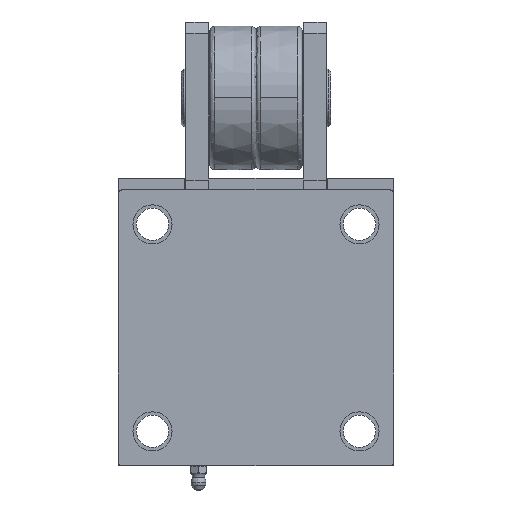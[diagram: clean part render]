
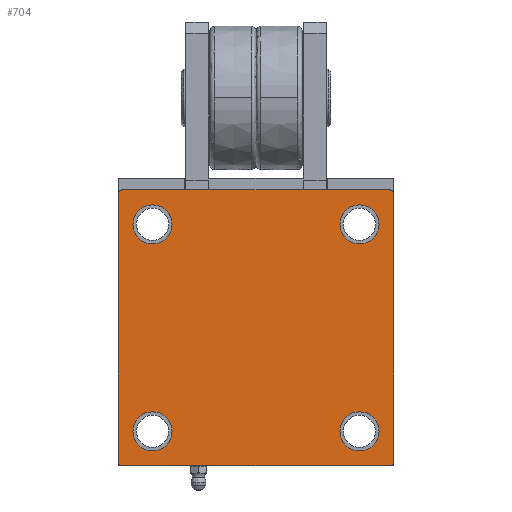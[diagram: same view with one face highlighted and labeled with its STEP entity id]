
A CAD part, left-side view. The second image highlights one B-rep face of the part: STEP entity #704.
In plain terms, the highlighted planar face has unit normal (-1, 0, 0).
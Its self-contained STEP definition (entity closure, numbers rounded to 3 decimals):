
#704=ADVANCED_FACE('',(#1595,#1596,#1597,#1598,#1599),#1600,.T.);
#1595=FACE_OUTER_BOUND('',#2944,.T.);
#1596=FACE_BOUND('',#2945,.T.);
#1597=FACE_BOUND('',#2946,.T.);
#1598=FACE_BOUND('',#2947,.T.);
#1599=FACE_BOUND('',#2948,.T.);
#1600=PLANE('',#2949);
#2944=EDGE_LOOP('',(#4718,#4719,#4720,#4721,#4722,#4723,#4724,#4725));
#2945=EDGE_LOOP('',(#4726,#4727));
#2946=EDGE_LOOP('',(#4728,#4729));
#2947=EDGE_LOOP('',(#4730,#4731));
#2948=EDGE_LOOP('',(#4732,#4733));
#2949=AXIS2_PLACEMENT_3D('',#4734,#4735,#4736);
#4718=ORIENTED_EDGE('',*,*,#6093,.T.);
#4719=ORIENTED_EDGE('',*,*,#6129,.T.);
#4720=ORIENTED_EDGE('',*,*,#6125,.T.);
#4721=ORIENTED_EDGE('',*,*,#6131,.T.);
#4722=ORIENTED_EDGE('',*,*,#6132,.T.);
#4723=ORIENTED_EDGE('',*,*,#6133,.T.);
#4724=ORIENTED_EDGE('',*,*,#6105,.T.);
#4725=ORIENTED_EDGE('',*,*,#6097,.T.);
#4726=ORIENTED_EDGE('',*,*,#6007,.T.);
#4727=ORIENTED_EDGE('',*,*,#5693,.T.);
#4728=ORIENTED_EDGE('',*,*,#6004,.T.);
#4729=ORIENTED_EDGE('',*,*,#5698,.T.);
#4730=ORIENTED_EDGE('',*,*,#6001,.T.);
#4731=ORIENTED_EDGE('',*,*,#5703,.T.);
#4732=ORIENTED_EDGE('',*,*,#6010,.T.);
#4733=ORIENTED_EDGE('',*,*,#5688,.T.);
#4734=CARTESIAN_POINT('',(-0.5,0.,0.));
#4735=DIRECTION('',(-1.0,0.,0.));
#4736=DIRECTION('',(0.,1.0,0.));
#5688=EDGE_CURVE('',#6630,#6627,#6631,.T.);
#5693=EDGE_CURVE('',#6639,#6636,#6640,.T.);
#5698=EDGE_CURVE('',#6648,#6645,#6649,.T.);
#5703=EDGE_CURVE('',#6657,#6654,#6658,.T.);
#6001=EDGE_CURVE('',#6654,#6657,#7096,.T.);
#6004=EDGE_CURVE('',#6645,#6648,#7099,.T.);
#6007=EDGE_CURVE('',#6636,#6639,#7102,.T.);
#6010=EDGE_CURVE('',#6627,#6630,#7105,.T.);
#6093=EDGE_CURVE('',#7188,#7201,#7203,.T.);
#6097=EDGE_CURVE('',#7205,#7188,#7209,.T.);
#6105=EDGE_CURVE('',#7213,#7205,#7221,.T.);
#6125=EDGE_CURVE('',#7248,#7255,#7257,.T.);
#6129=EDGE_CURVE('',#7201,#7248,#7261,.T.);
#6131=EDGE_CURVE('',#7255,#7263,#7264,.T.);
#6132=EDGE_CURVE('',#7263,#7265,#7266,.T.);
#6133=EDGE_CURVE('',#7265,#7213,#7267,.T.);
#6627=VERTEX_POINT('',#8074);
#6630=VERTEX_POINT('',#8078);
#6631=CIRCLE('',#8079,8.5);
#6636=VERTEX_POINT('',#8085);
#6639=VERTEX_POINT('',#8089);
#6640=CIRCLE('',#8090,8.5);
#6645=VERTEX_POINT('',#8096);
#6648=VERTEX_POINT('',#8100);
#6649=CIRCLE('',#8101,8.5);
#6654=VERTEX_POINT('',#8107);
#6657=VERTEX_POINT('',#8111);
#6658=CIRCLE('',#8112,8.5);
#7096=CIRCLE('',#9117,8.5);
#7099=CIRCLE('',#9120,8.5);
#7102=CIRCLE('',#9123,8.5);
#7105=CIRCLE('',#9126,8.5);
#7188=VERTEX_POINT('',#9275);
#7201=VERTEX_POINT('',#9294);
#7203=LINE('',#9297,#9298);
#7205=VERTEX_POINT('',#9300);
#7209=CIRCLE('',#9305,2.0);
#7213=VERTEX_POINT('',#9310);
#7221=LINE('',#9322,#9323);
#7248=VERTEX_POINT('',#9362);
#7255=VERTEX_POINT('',#9373);
#7257=LINE('',#9376,#9377);
#7261=CIRCLE('',#9381,2.0);
#7263=VERTEX_POINT('',#9383);
#7264=CIRCLE('',#9384,2.0);
#7265=VERTEX_POINT('',#9385);
#7266=LINE('',#9386,#9387);
#7267=CIRCLE('',#9388,2.0);
#8074=CARTESIAN_POINT('',(-0.5,-36.5,-45.0));
#8078=CARTESIAN_POINT('',(-0.5,-53.5,-45.0));
#8079=AXIS2_PLACEMENT_3D('',#10103,#10104,#10105);
#8085=CARTESIAN_POINT('',(-0.5,-36.5,45.0));
#8089=CARTESIAN_POINT('',(-0.5,-53.5,45.0));
#8090=AXIS2_PLACEMENT_3D('',#10111,#10112,#10113);
#8096=CARTESIAN_POINT('',(-0.5,53.5,-45.0));
#8100=CARTESIAN_POINT('',(-0.5,36.5,-45.0));
#8101=AXIS2_PLACEMENT_3D('',#10119,#10120,#10121);
#8107=CARTESIAN_POINT('',(-0.5,53.5,45.0));
#8111=CARTESIAN_POINT('',(-0.5,36.5,45.0));
#8112=AXIS2_PLACEMENT_3D('',#10127,#10128,#10129);
#9117=AXIS2_PLACEMENT_3D('',#10599,#10600,#10601);
#9120=AXIS2_PLACEMENT_3D('',#10605,#10606,#10607);
#9123=AXIS2_PLACEMENT_3D('',#10611,#10612,#10613);
#9126=AXIS2_PLACEMENT_3D('',#10617,#10618,#10619);
#9275=CARTESIAN_POINT('',(-0.5,58.0,-60.0));
#9294=CARTESIAN_POINT('',(-0.5,-58.0,-60.0));
#9297=CARTESIAN_POINT('',(-0.5,58.0,-60.0));
#9298=VECTOR('',#10711,116.0);
#9300=CARTESIAN_POINT('',(-0.5,60.0,-58.0));
#9305=AXIS2_PLACEMENT_3D('',#10716,#10717,#10718);
#9310=CARTESIAN_POINT('',(-0.5,60.0,58.0));
#9322=CARTESIAN_POINT('',(-0.5,60.0,58.0));
#9323=VECTOR('',#10724,116.0);
#9362=CARTESIAN_POINT('',(-0.5,-60.0,-58.0));
#9373=CARTESIAN_POINT('',(-0.5,-60.0,58.0));
#9376=CARTESIAN_POINT('',(-0.5,-60.0,-58.0));
#9377=VECTOR('',#10742,116.0);
#9381=AXIS2_PLACEMENT_3D('',#10746,#10747,#10748);
#9383=CARTESIAN_POINT('',(-0.5,-58.0,60.0));
#9384=AXIS2_PLACEMENT_3D('',#10749,#10750,#10751);
#9385=CARTESIAN_POINT('',(-0.5,58.0,60.0));
#9386=CARTESIAN_POINT('',(-0.5,-58.0,60.0));
#9387=VECTOR('',#10752,116.0);
#9388=AXIS2_PLACEMENT_3D('',#10753,#10754,#10755);
#10103=CARTESIAN_POINT('',(-0.5,-45.0,-45.0));
#10104=DIRECTION('',(1.0,0.,0.));
#10105=DIRECTION('',(0.,1.0,0.));
#10111=CARTESIAN_POINT('',(-0.5,-45.0,45.0));
#10112=DIRECTION('',(1.0,0.,0.));
#10113=DIRECTION('',(0.,1.0,0.));
#10119=CARTESIAN_POINT('',(-0.5,45.0,-45.0));
#10120=DIRECTION('',(1.0,0.,0.));
#10121=DIRECTION('',(0.,1.0,0.));
#10127=CARTESIAN_POINT('',(-0.5,45.0,45.0));
#10128=DIRECTION('',(1.0,0.,0.));
#10129=DIRECTION('',(0.,1.0,0.));
#10599=CARTESIAN_POINT('',(-0.5,45.0,45.0));
#10600=DIRECTION('',(1.0,0.,0.));
#10601=DIRECTION('',(0.,1.0,0.));
#10605=CARTESIAN_POINT('',(-0.5,45.0,-45.0));
#10606=DIRECTION('',(1.0,0.,0.));
#10607=DIRECTION('',(0.,1.0,0.));
#10611=CARTESIAN_POINT('',(-0.5,-45.0,45.0));
#10612=DIRECTION('',(1.0,0.,0.));
#10613=DIRECTION('',(0.,1.0,0.));
#10617=CARTESIAN_POINT('',(-0.5,-45.0,-45.0));
#10618=DIRECTION('',(1.0,0.,0.));
#10619=DIRECTION('',(0.,1.0,0.));
#10711=DIRECTION('',(0.,-1.0,0.));
#10716=CARTESIAN_POINT('',(-0.5,58.0,-58.0));
#10717=DIRECTION('',(-1.0,0.,0.));
#10718=DIRECTION('',(0.,-1.0,0.));
#10724=DIRECTION('',(0.,0.0,-1.0));
#10742=DIRECTION('',(0.,0.0,1.0));
#10746=CARTESIAN_POINT('',(-0.5,-58.0,-58.0));
#10747=DIRECTION('',(-1.0,0.,0.));
#10748=DIRECTION('',(0.,-1.0,0.));
#10749=CARTESIAN_POINT('',(-0.5,-58.0,58.0));
#10750=DIRECTION('',(-1.0,0.,0.));
#10751=DIRECTION('',(0.,-1.0,0.));
#10752=DIRECTION('',(0.,1.0,0.));
#10753=CARTESIAN_POINT('',(-0.5,58.0,58.0));
#10754=DIRECTION('',(-1.0,0.,0.));
#10755=DIRECTION('',(0.,-1.0,0.));
